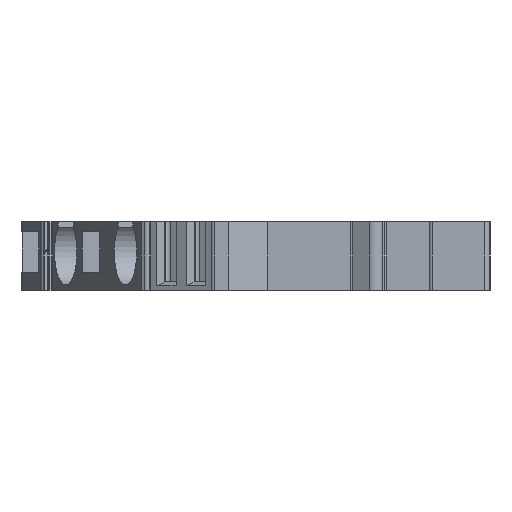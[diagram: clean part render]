
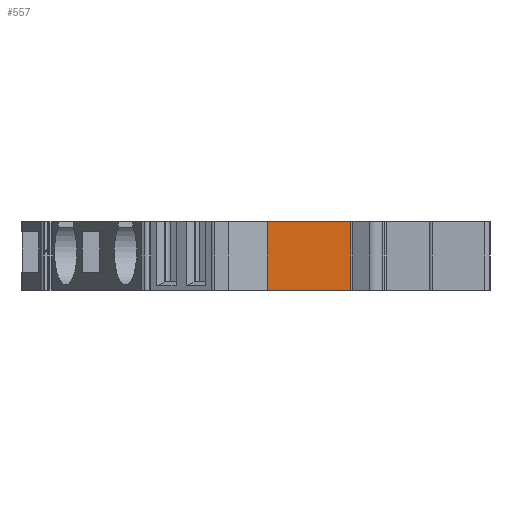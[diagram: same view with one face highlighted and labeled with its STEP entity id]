
A CAD part, left-side view. The second image highlights one B-rep face of the part: STEP entity #557.
In plain terms, the highlighted planar face has unit normal (-1, 0, 0).
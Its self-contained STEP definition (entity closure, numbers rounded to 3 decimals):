
#557=ADVANCED_FACE('',(#1233),#903,.F.);
#903=PLANE('',#8544);
#1233=FACE_OUTER_BOUND('',#1661,.T.);
#1661=EDGE_LOOP('',(#4946,#4947,#4948,#4949));
#1928=LINE('',#11248,#2785);
#2065=LINE('',#11657,#2922);
#2452=LINE('',#13202,#3309);
#2453=LINE('',#13204,#3310);
#2785=VECTOR('',#8963,1.);
#2922=VECTOR('',#9240,1.);
#3309=VECTOR('',#10225,1.);
#3310=VECTOR('',#10228,1.);
#4946=ORIENTED_EDGE('',*,*,#7532,.F.);
#4947=ORIENTED_EDGE('',*,*,#7011,.F.);
#4948=ORIENTED_EDGE('',*,*,#7531,.T.);
#4949=ORIENTED_EDGE('',*,*,#6806,.T.);
#6023=VERTEX_POINT('',#11247);
#6024=VERTEX_POINT('',#11249);
#6225=VERTEX_POINT('',#11656);
#6226=VERTEX_POINT('',#11658);
#6806=EDGE_CURVE('',#6024,#6023,#1928,.T.);
#7011=EDGE_CURVE('',#6225,#6226,#2065,.T.);
#7531=EDGE_CURVE('',#6225,#6024,#2452,.T.);
#7532=EDGE_CURVE('',#6226,#6023,#2453,.T.);
#8544=AXIS2_PLACEMENT_3D('',#13205,#10229,#10230);
#8963=DIRECTION('',(0.,-1.,0.));
#9240=DIRECTION('',(0.,-1.,0.));
#10225=DIRECTION('',(0.,0.,-1.));
#10228=DIRECTION('',(0.,0.,-1.));
#10229=DIRECTION('',(1.,0.,0.));
#10230=DIRECTION('',(0.,0.,-1.));
#11247=CARTESIAN_POINT('',(-42.85,-29.173,0.));
#11248=CARTESIAN_POINT('',(-42.85,-15.242,0.));
#11249=CARTESIAN_POINT('',(-42.85,-21.742,0.));
#11656=CARTESIAN_POINT('',(-42.85,-21.742,6.1));
#11657=CARTESIAN_POINT('',(-42.85,-21.742,6.1));
#11658=CARTESIAN_POINT('',(-42.85,-29.173,6.1));
#13202=CARTESIAN_POINT('',(-42.85,-21.742,6.1));
#13204=CARTESIAN_POINT('',(-42.85,-29.173,6.1));
#13205=CARTESIAN_POINT('',(-42.85,-21.742,6.1));
